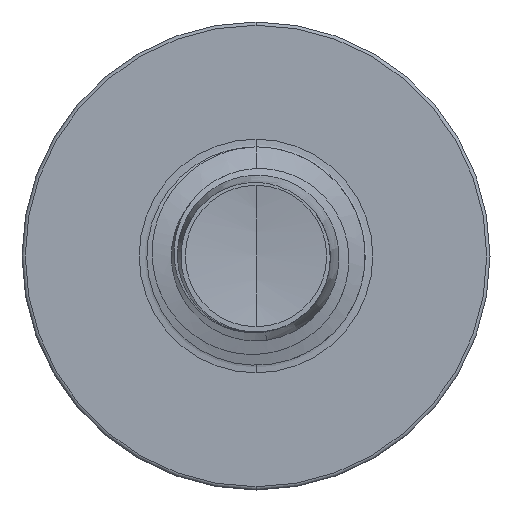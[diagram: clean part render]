
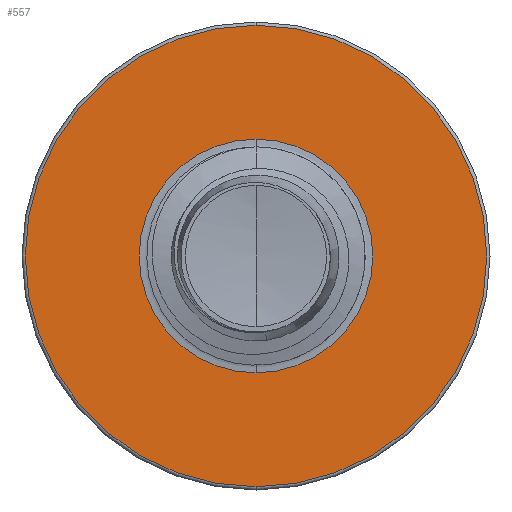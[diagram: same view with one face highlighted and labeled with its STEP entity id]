
A CAD part, front view. The second image highlights one B-rep face of the part: STEP entity #557.
In plain terms, the highlighted planar face has unit normal (0, -1, 0).
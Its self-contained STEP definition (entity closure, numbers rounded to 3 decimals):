
#309 = CARTESIAN_POINT ( 'NONE',  ( 0., 3., -1.872 ) ) ;
#369 = DIRECTION ( 'NONE',  ( 0., 0., 1. ) ) ;
#389 = DIRECTION ( 'NONE',  ( 0., 1., 0. ) ) ;
#410 = CARTESIAN_POINT ( 'NONE',  ( 0., 3., 0. ) ) ;
#449 = DIRECTION ( 'NONE',  ( 0., 0., 1. ) ) ;
#464 = DIRECTION ( 'NONE',  ( 0., 1., 0. ) ) ;
#477 = CARTESIAN_POINT ( 'NONE',  ( 0., 3., 0. ) ) ;
#495 = AXIS2_PLACEMENT_3D ( 'NONE', #8649, #8640, #8630 ) ;
#557 = ADVANCED_FACE ( 'NONE', ( #6814, #1509 ), #9680, .F. ) ;
#1267 = EDGE_CURVE ( 'NONE', #5243, #5587, #8927, .T. ) ;
#1274 = DIRECTION ( 'NONE',  ( 0., 0., 1. ) ) ;
#1279 = DIRECTION ( 'NONE',  ( 0., 1., 0. ) ) ;
#1293 = CARTESIAN_POINT ( 'NONE',  ( 0., 3., 0. ) ) ;
#1509 = FACE_BOUND ( 'NONE', #3432, .T. ) ;
#2205 = EDGE_CURVE ( 'NONE', #4012, #8662, #9313, .T. ) ;
#2213 = ORIENTED_EDGE ( 'NONE', *, *, #1267, .F. ) ;
#2802 = EDGE_CURVE ( 'NONE', #8662, #4012, #4243, .T. ) ;
#2822 = EDGE_CURVE ( 'NONE', #5587, #5243, #9382, .T. ) ;
#3148 = AXIS2_PLACEMENT_3D ( 'NONE', #9668, #9666, #9648 ) ;
#3432 = EDGE_LOOP ( 'NONE', ( #6190, #5772 ) ) ;
#3958 = EDGE_LOOP ( 'NONE', ( #2213, #7862 ) ) ;
#3985 = AXIS2_PLACEMENT_3D ( 'NONE', #1293, #1279, #1274 ) ;
#4012 = VERTEX_POINT ( 'NONE', #309 ) ;
#4243 = CIRCLE ( 'NONE', #5109, 1.872 ) ;
#5109 = AXIS2_PLACEMENT_3D ( 'NONE', #477, #464, #449 ) ;
#5243 = VERTEX_POINT ( 'NONE', #7977 ) ;
#5587 = VERTEX_POINT ( 'NONE', #7994 ) ;
#5772 = ORIENTED_EDGE ( 'NONE', *, *, #2205, .T. ) ;
#6190 = ORIENTED_EDGE ( 'NONE', *, *, #2802, .T. ) ;
#6718 = AXIS2_PLACEMENT_3D ( 'NONE', #410, #389, #369 ) ;
#6814 = FACE_OUTER_BOUND ( 'NONE', #3958, .T. ) ;
#7715 = CARTESIAN_POINT ( 'NONE',  ( 0., 3., 1.872 ) ) ;
#7862 = ORIENTED_EDGE ( 'NONE', *, *, #2822, .F. ) ;
#7977 = CARTESIAN_POINT ( 'NONE',  ( 0., 3., 3.698 ) ) ;
#7994 = CARTESIAN_POINT ( 'NONE',  ( 0., 3., -3.697 ) ) ;
#8630 = DIRECTION ( 'NONE',  ( 0., 0., 1. ) ) ;
#8640 = DIRECTION ( 'NONE',  ( 0., 1., 0. ) ) ;
#8649 = CARTESIAN_POINT ( 'NONE',  ( 0., 3., 0. ) ) ;
#8662 = VERTEX_POINT ( 'NONE', #7715 ) ;
#8927 = CIRCLE ( 'NONE', #3985, 3.697 ) ;
#9313 = CIRCLE ( 'NONE', #495, 1.872 ) ;
#9382 = CIRCLE ( 'NONE', #6718, 3.697 ) ;
#9648 = DIRECTION ( 'NONE',  ( 0., 0., 1. ) ) ;
#9666 = DIRECTION ( 'NONE',  ( 0., 1., 0. ) ) ;
#9668 = CARTESIAN_POINT ( 'NONE',  ( 0., 3., -1.872 ) ) ;
#9680 = PLANE ( 'NONE',  #3148 ) ;
